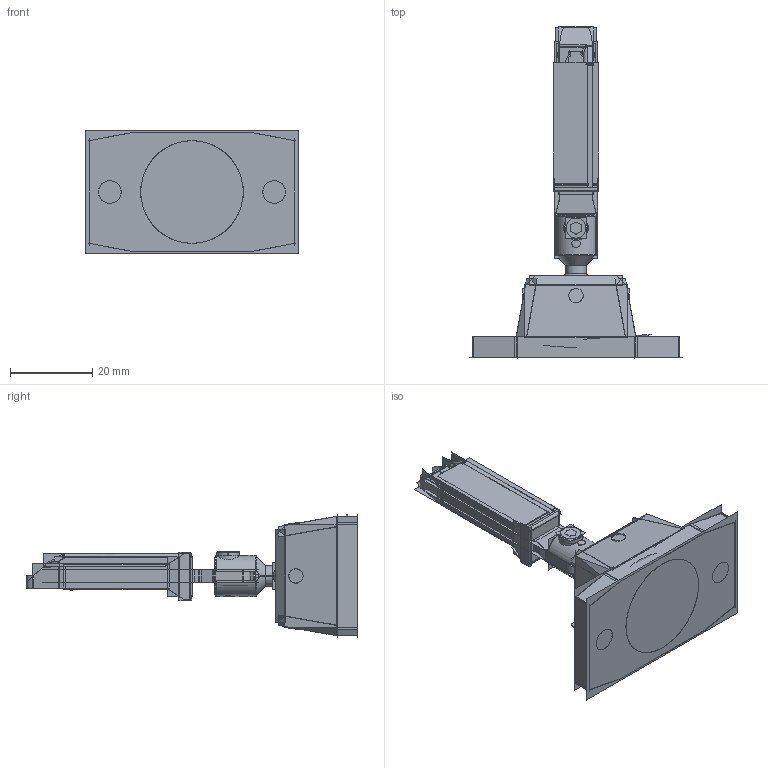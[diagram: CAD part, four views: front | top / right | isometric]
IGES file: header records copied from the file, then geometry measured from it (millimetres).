
Start section:  PTC IGES file: 212873.igs
Global section: file name: 212873.igs; native system: Creo Parametric by PTC Inc.; preprocessor: 2019292; author: PDMAdmin; organization: Unknown; date: 20200102.095531; units: millimetre
Bounding box: 52 x 80.8 x 30.16 mm (x, y, z)
Volume: 15709.5 mm3; surface area: 60966.8 mm2
Topology: 10 solids, 10 shells, 748 faces, 3862 edges, 4866 vertices
Faces by surface type: revolution 388, bspline 360
